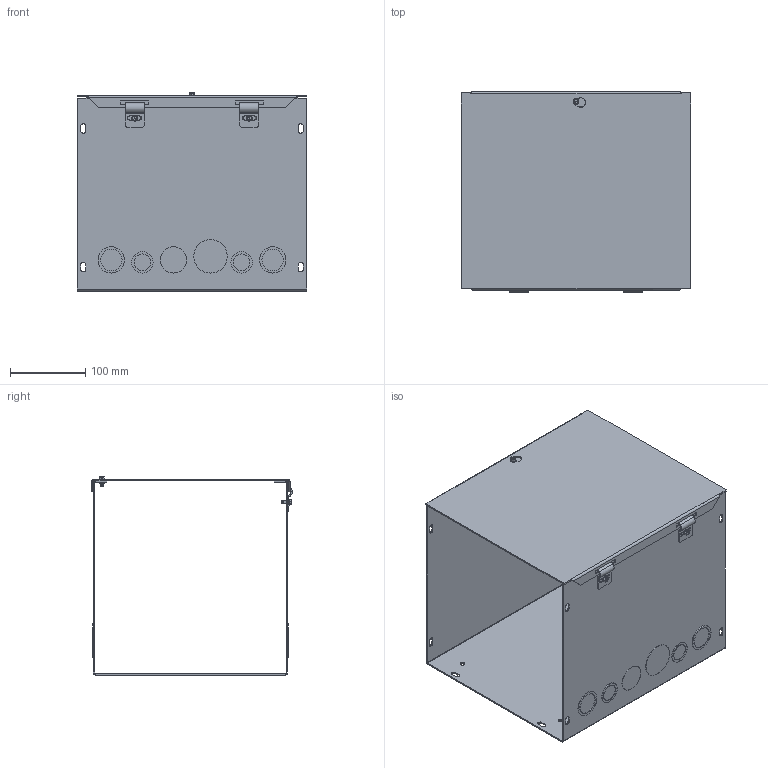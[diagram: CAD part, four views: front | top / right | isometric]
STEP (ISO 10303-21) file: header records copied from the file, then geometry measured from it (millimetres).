
FILE_DESCRIPTION(/* description */ ('HS_BLR 10X10X12'),/* implementation_level */ '2;1');
FILE_NAME(/* name */ 'HS10101.stp',/* time_stamp */ '2017-03-14T18:03:05+06:00',/* author */ ('mgunasekar'),/* organization */ (''),/* preprocessor_version */ 'ST-DEVELOPER v16.1',/* originating_system */ 'Autodesk Inventor 2016',/* authorisation */ '');
FILE_SCHEMA (('AUTOMOTIVE_DESIGN { 1 0 10303 214 3 1 1 }'));
Length unit declared in the file: inch
Products named in the file (5): HS10101BLR; HS10101LID; 372141; 31816; HS10101
Assembly tree (7 placements, depth 2):
  HS10101
    HS10101BLR
    HS10101LID
    372141  x3
    31816  x2
Bounding box: 304.8 x 266.84 x 263.07 mm (x, y, z)
Volume: 625758.5 mm3; surface area: 670146.5 mm2
Topology: 7 solids, 7 shells, 522 faces, 1273 edges, 788 vertices
Faces by surface type: plane 272, cylinder 125, cone 81, torus 38, bspline 6
Full cylindrical faces by diameter (mm): 4.089 x3, 4.595 x24, 6.35 x4, 7.938 x3, 22.225 x4, 28.575 x8, 34.925 x6, 44.45 x2
Entity records: 10013 total; most frequent: CARTESIAN_POINT 1898, DIRECTION 1613, ORIENTED_EDGE 1508, EDGE_CURVE 754, AXIS2_PLACEMENT_3D 558, VERTEX_POINT 513, LINE 497, VECTOR 497
